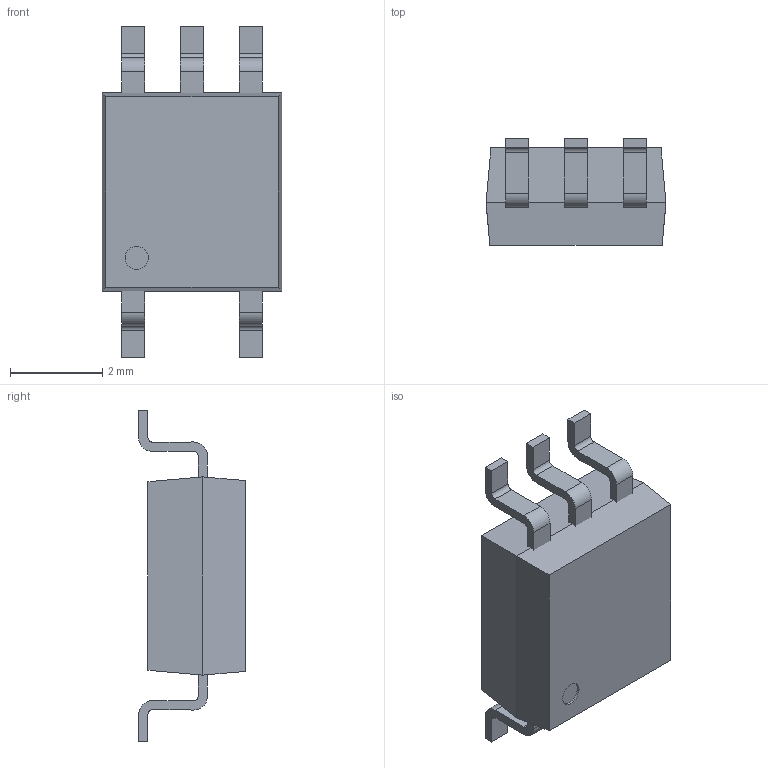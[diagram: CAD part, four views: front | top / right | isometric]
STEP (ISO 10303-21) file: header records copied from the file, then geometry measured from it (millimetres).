
FILE_DESCRIPTION (( 'STEP AP214' ), '1' );
FILE_NAME ('FODM453R2V.STEP', '2023-05-03T08:35:18', ( '' ), ( '' ), 'SwSTEP 2.0', 'SolidWorks 2019', '' );
FILE_SCHEMA (( 'AUTOMOTIVE_DESIGN' ));
Length unit declared in the file: millimetre
Products named in the file (1): FODM453R2V
Bounding box: 3.9 x 2.31 x 7.2 mm (x, y, z)
Volume: 35.3 mm3; surface area: 86.8 mm2
Topology: 6 solids, 6 shells, 93 faces, 236 edges, 156 vertices
Faces by surface type: plane 61, cylinder 32
Entity records: 2991 total; most frequent: DIRECTION 488, CARTESIAN_POINT 486, ORIENTED_EDGE 472, EDGE_CURVE 236, VECTOR 172, LINE 172, AXIS2_PLACEMENT_3D 158, VERTEX_POINT 156
